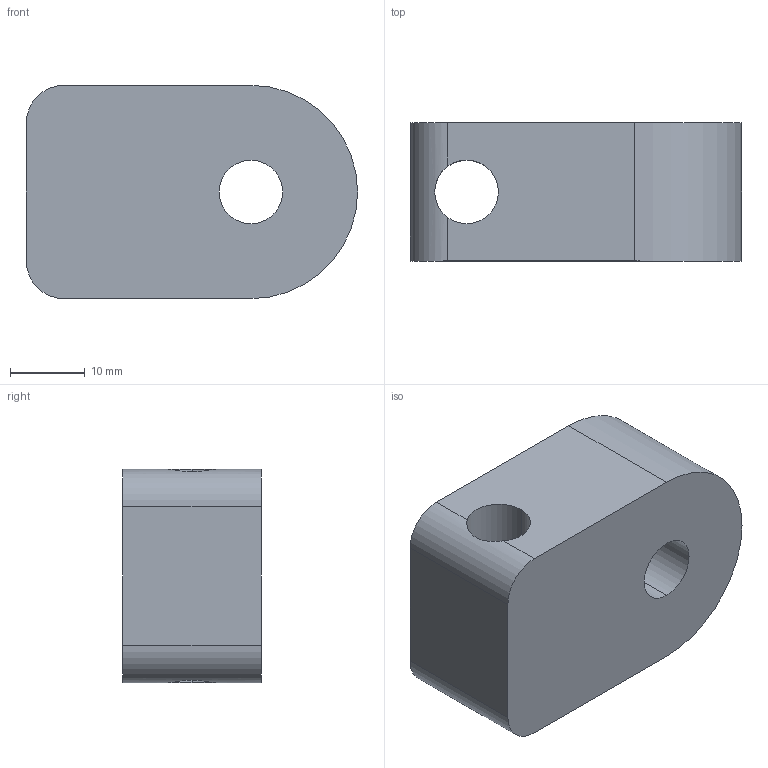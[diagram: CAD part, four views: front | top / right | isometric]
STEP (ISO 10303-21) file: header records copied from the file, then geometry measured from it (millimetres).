
FILE_DESCRIPTION (( 'STEP AP203' ), '1' );
FILE_NAME ('D_DOF_P1.STEP', '2025-12-04T07:43:53', ( '' ), ( '' ), 'SwSTEP 2.0', 'SolidWorks 2024', '' );
FILE_SCHEMA (( 'CONFIG_CONTROL_DESIGN' ));
Length unit declared in the file: millimetre
Products named in the file (1): D_DOF_P1
Bounding box: 44.25 x 18.49 x 28.5 mm (x, y, z)
Volume: 18843.1 mm3; surface area: 5736.2 mm2
Topology: 1 solids, 1 shells, 12 faces, 36 edges, 24 vertices
Faces by surface type: cylinder 7, plane 5
Entity records: 535 total; most frequent: CARTESIAN_POINT 117, DIRECTION 72, ORIENTED_EDGE 72, EDGE_CURVE 36, AXIS2_PLACEMENT_3D 27, VERTEX_POINT 24, VECTOR 18, LINE 18
